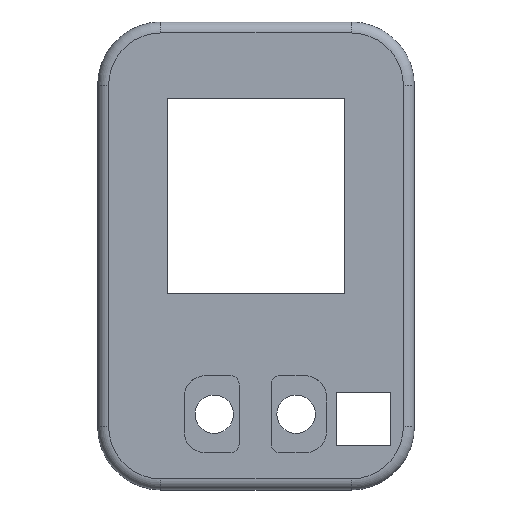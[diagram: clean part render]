
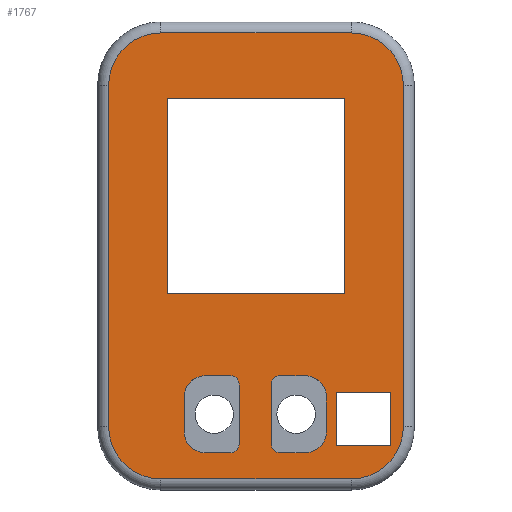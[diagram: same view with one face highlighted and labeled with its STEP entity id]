
A CAD part, top view. The second image highlights one B-rep face of the part: STEP entity #1767.
In plain terms, the highlighted planar face has unit normal (0, 0, 1).
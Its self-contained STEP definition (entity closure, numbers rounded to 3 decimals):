
#1337 = VERTEX_POINT('',#1338);
#1338 = CARTESIAN_POINT('',(-26.8,31.05,9.1));
#1345 = EDGE_CURVE('',#1337,#1346,#1348,.T.);
#1346 = VERTEX_POINT('',#1347);
#1347 = CARTESIAN_POINT('',(-26.8,-31.05,9.1));
#1348 = LINE('',#1349,#1350);
#1349 = CARTESIAN_POINT('',(-26.8,31.05,9.1));
#1350 = VECTOR('',#1351,1.);
#1351 = DIRECTION('',(0.,-1.,0.));
#1370 = VERTEX_POINT('',#1371);
#1371 = CARTESIAN_POINT('',(17.3,40.55,9.1));
#1378 = EDGE_CURVE('',#1370,#1379,#1381,.T.);
#1379 = VERTEX_POINT('',#1380);
#1380 = CARTESIAN_POINT('',(-17.3,40.55,9.1));
#1381 = LINE('',#1382,#1383);
#1382 = CARTESIAN_POINT('',(17.3,40.55,9.1));
#1383 = VECTOR('',#1384,1.);
#1384 = DIRECTION('',(-1.,0.,0.));
#1405 = EDGE_CURVE('',#1379,#1337,#1406,.T.);
#1406 = CIRCLE('',#1407,9.5);
#1407 = AXIS2_PLACEMENT_3D('',#1408,#1409,#1410);
#1408 = CARTESIAN_POINT('',(-17.3,31.05,9.1));
#1409 = DIRECTION('',(0.,0.,1.));
#1410 = DIRECTION('',(0.,1.,0.));
#1423 = VERTEX_POINT('',#1424);
#1424 = CARTESIAN_POINT('',(-17.3,-40.55,9.1));
#1431 = EDGE_CURVE('',#1346,#1423,#1432,.T.);
#1432 = CIRCLE('',#1433,9.5);
#1433 = AXIS2_PLACEMENT_3D('',#1434,#1435,#1436);
#1434 = CARTESIAN_POINT('',(-17.3,-31.05,9.1));
#1435 = DIRECTION('',(0.,0.,1.));
#1436 = DIRECTION('',(-1.,0.,0.));
#1447 = EDGE_CURVE('',#1423,#1448,#1450,.T.);
#1448 = VERTEX_POINT('',#1449);
#1449 = CARTESIAN_POINT('',(17.3,-40.55,9.1));
#1450 = LINE('',#1451,#1452);
#1451 = CARTESIAN_POINT('',(-17.3,-40.55,9.1));
#1452 = VECTOR('',#1453,1.);
#1453 = DIRECTION('',(1.,0.,0.));
#1474 = VERTEX_POINT('',#1475);
#1475 = CARTESIAN_POINT('',(26.8,-31.05,9.1));
#1482 = EDGE_CURVE('',#1448,#1474,#1483,.T.);
#1483 = CIRCLE('',#1484,9.5);
#1484 = AXIS2_PLACEMENT_3D('',#1485,#1486,#1487);
#1485 = CARTESIAN_POINT('',(17.3,-31.05,9.1));
#1486 = DIRECTION('',(0.,0.,1.));
#1487 = DIRECTION('',(0.,-1.,0.));
#1498 = EDGE_CURVE('',#1474,#1499,#1501,.T.);
#1499 = VERTEX_POINT('',#1500);
#1500 = CARTESIAN_POINT('',(26.8,31.05,9.1));
#1501 = LINE('',#1502,#1503);
#1502 = CARTESIAN_POINT('',(26.8,-31.05,9.1));
#1503 = VECTOR('',#1504,1.);
#1504 = DIRECTION('',(0.,1.,0.));
#1525 = EDGE_CURVE('',#1499,#1370,#1526,.T.);
#1526 = CIRCLE('',#1527,9.5);
#1527 = AXIS2_PLACEMENT_3D('',#1528,#1529,#1530);
#1528 = CARTESIAN_POINT('',(17.3,31.05,9.1));
#1529 = DIRECTION('',(0.,0.,1.));
#1530 = DIRECTION('',(1.,0.,0.));
#1767 = ADVANCED_FACE('',(#1768,#1778,#1848,#1918,#1952),#1986,.T.);
#1768 = FACE_BOUND('',#1769,.T.);
#1769 = EDGE_LOOP('',(#1770,#1771,#1772,#1773,#1774,#1775,#1776,#1777));
#1770 = ORIENTED_EDGE('',*,*,#1345,.T.);
#1771 = ORIENTED_EDGE('',*,*,#1431,.T.);
#1772 = ORIENTED_EDGE('',*,*,#1447,.T.);
#1773 = ORIENTED_EDGE('',*,*,#1482,.T.);
#1774 = ORIENTED_EDGE('',*,*,#1498,.T.);
#1775 = ORIENTED_EDGE('',*,*,#1525,.T.);
#1776 = ORIENTED_EDGE('',*,*,#1378,.T.);
#1777 = ORIENTED_EDGE('',*,*,#1405,.T.);
#1778 = FACE_BOUND('',#1779,.T.);
#1779 = EDGE_LOOP('',(#1780,#1790,#1799,#1807,#1816,#1824,#1833,#1841));
#1780 = ORIENTED_EDGE('',*,*,#1781,.F.);
#1781 = EDGE_CURVE('',#1782,#1784,#1786,.T.);
#1782 = VERTEX_POINT('',#1783);
#1783 = CARTESIAN_POINT('',(-13.08,-25.64,9.1));
#1784 = VERTEX_POINT('',#1785);
#1785 = CARTESIAN_POINT('',(-13.08,-31.94,9.1));
#1786 = LINE('',#1787,#1788);
#1787 = CARTESIAN_POINT('',(-13.08,-25.64,9.1));
#1788 = VECTOR('',#1789,1.);
#1789 = DIRECTION('',(0.,-1.,0.));
#1790 = ORIENTED_EDGE('',*,*,#1791,.F.);
#1791 = EDGE_CURVE('',#1792,#1782,#1794,.T.);
#1792 = VERTEX_POINT('',#1793);
#1793 = CARTESIAN_POINT('',(-9.23,-21.79,9.1));
#1794 = CIRCLE('',#1795,3.85);
#1795 = AXIS2_PLACEMENT_3D('',#1796,#1797,#1798);
#1796 = CARTESIAN_POINT('',(-9.23,-25.64,9.1));
#1797 = DIRECTION('',(0.,0.,1.));
#1798 = DIRECTION('',(1.,0.,0.));
#1799 = ORIENTED_EDGE('',*,*,#1800,.F.);
#1800 = EDGE_CURVE('',#1801,#1792,#1803,.T.);
#1801 = VERTEX_POINT('',#1802);
#1802 = CARTESIAN_POINT('',(-4.58,-21.79,9.1));
#1803 = LINE('',#1804,#1805);
#1804 = CARTESIAN_POINT('',(-4.58,-21.79,9.1));
#1805 = VECTOR('',#1806,1.);
#1806 = DIRECTION('',(-1.,0.,0.));
#1807 = ORIENTED_EDGE('',*,*,#1808,.F.);
#1808 = EDGE_CURVE('',#1809,#1801,#1811,.T.);
#1809 = VERTEX_POINT('',#1810);
#1810 = CARTESIAN_POINT('',(-3.08,-23.29,9.1));
#1811 = CIRCLE('',#1812,1.5);
#1812 = AXIS2_PLACEMENT_3D('',#1813,#1814,#1815);
#1813 = CARTESIAN_POINT('',(-4.58,-23.29,9.1));
#1814 = DIRECTION('',(0.,0.,1.));
#1815 = DIRECTION('',(1.,0.,0.));
#1816 = ORIENTED_EDGE('',*,*,#1817,.F.);
#1817 = EDGE_CURVE('',#1818,#1809,#1820,.T.);
#1818 = VERTEX_POINT('',#1819);
#1819 = CARTESIAN_POINT('',(-3.08,-34.29,9.1));
#1820 = LINE('',#1821,#1822);
#1821 = CARTESIAN_POINT('',(-3.08,-34.29,9.1));
#1822 = VECTOR('',#1823,1.);
#1823 = DIRECTION('',(0.,1.,0.));
#1824 = ORIENTED_EDGE('',*,*,#1825,.F.);
#1825 = EDGE_CURVE('',#1826,#1818,#1828,.T.);
#1826 = VERTEX_POINT('',#1827);
#1827 = CARTESIAN_POINT('',(-4.58,-35.79,9.1));
#1828 = CIRCLE('',#1829,1.5);
#1829 = AXIS2_PLACEMENT_3D('',#1830,#1831,#1832);
#1830 = CARTESIAN_POINT('',(-4.58,-34.29,9.1));
#1831 = DIRECTION('',(0.,0.,1.));
#1832 = DIRECTION('',(1.,0.,0.));
#1833 = ORIENTED_EDGE('',*,*,#1834,.F.);
#1834 = EDGE_CURVE('',#1835,#1826,#1837,.T.);
#1835 = VERTEX_POINT('',#1836);
#1836 = CARTESIAN_POINT('',(-9.23,-35.79,9.1));
#1837 = LINE('',#1838,#1839);
#1838 = CARTESIAN_POINT('',(-9.23,-35.79,9.1));
#1839 = VECTOR('',#1840,1.);
#1840 = DIRECTION('',(1.,0.,0.));
#1841 = ORIENTED_EDGE('',*,*,#1842,.F.);
#1842 = EDGE_CURVE('',#1784,#1835,#1843,.T.);
#1843 = CIRCLE('',#1844,3.85);
#1844 = AXIS2_PLACEMENT_3D('',#1845,#1846,#1847);
#1845 = CARTESIAN_POINT('',(-9.23,-31.94,9.1));
#1846 = DIRECTION('',(0.,0.,1.));
#1847 = DIRECTION('',(1.,0.,0.));
#1848 = FACE_BOUND('',#1849,.T.);
#1849 = EDGE_LOOP('',(#1850,#1860,#1869,#1877,#1886,#1894,#1903,#1911));
#1850 = ORIENTED_EDGE('',*,*,#1851,.F.);
#1851 = EDGE_CURVE('',#1852,#1854,#1856,.T.);
#1852 = VERTEX_POINT('',#1853);
#1853 = CARTESIAN_POINT('',(2.8,-23.29,9.1));
#1854 = VERTEX_POINT('',#1855);
#1855 = CARTESIAN_POINT('',(2.8,-34.29,9.1));
#1856 = LINE('',#1857,#1858);
#1857 = CARTESIAN_POINT('',(2.8,-23.29,9.1));
#1858 = VECTOR('',#1859,1.);
#1859 = DIRECTION('',(0.,-1.,0.));
#1860 = ORIENTED_EDGE('',*,*,#1861,.F.);
#1861 = EDGE_CURVE('',#1862,#1852,#1864,.T.);
#1862 = VERTEX_POINT('',#1863);
#1863 = CARTESIAN_POINT('',(4.3,-21.79,9.1));
#1864 = CIRCLE('',#1865,1.5);
#1865 = AXIS2_PLACEMENT_3D('',#1866,#1867,#1868);
#1866 = CARTESIAN_POINT('',(4.3,-23.29,9.1));
#1867 = DIRECTION('',(0.,0.,1.));
#1868 = DIRECTION('',(1.,0.,0.));
#1869 = ORIENTED_EDGE('',*,*,#1870,.F.);
#1870 = EDGE_CURVE('',#1871,#1862,#1873,.T.);
#1871 = VERTEX_POINT('',#1872);
#1872 = CARTESIAN_POINT('',(8.95,-21.79,9.1));
#1873 = LINE('',#1874,#1875);
#1874 = CARTESIAN_POINT('',(8.95,-21.79,9.1));
#1875 = VECTOR('',#1876,1.);
#1876 = DIRECTION('',(-1.,0.,0.));
#1877 = ORIENTED_EDGE('',*,*,#1878,.F.);
#1878 = EDGE_CURVE('',#1879,#1871,#1881,.T.);
#1879 = VERTEX_POINT('',#1880);
#1880 = CARTESIAN_POINT('',(12.8,-25.64,9.1));
#1881 = CIRCLE('',#1882,3.85);
#1882 = AXIS2_PLACEMENT_3D('',#1883,#1884,#1885);
#1883 = CARTESIAN_POINT('',(8.95,-25.64,9.1));
#1884 = DIRECTION('',(0.,0.,1.));
#1885 = DIRECTION('',(1.,0.,0.));
#1886 = ORIENTED_EDGE('',*,*,#1887,.F.);
#1887 = EDGE_CURVE('',#1888,#1879,#1890,.T.);
#1888 = VERTEX_POINT('',#1889);
#1889 = CARTESIAN_POINT('',(12.8,-31.94,9.1));
#1890 = LINE('',#1891,#1892);
#1891 = CARTESIAN_POINT('',(12.8,-31.94,9.1));
#1892 = VECTOR('',#1893,1.);
#1893 = DIRECTION('',(0.,1.,0.));
#1894 = ORIENTED_EDGE('',*,*,#1895,.F.);
#1895 = EDGE_CURVE('',#1896,#1888,#1898,.T.);
#1896 = VERTEX_POINT('',#1897);
#1897 = CARTESIAN_POINT('',(8.95,-35.79,9.1));
#1898 = CIRCLE('',#1899,3.85);
#1899 = AXIS2_PLACEMENT_3D('',#1900,#1901,#1902);
#1900 = CARTESIAN_POINT('',(8.95,-31.94,9.1));
#1901 = DIRECTION('',(0.,0.,1.));
#1902 = DIRECTION('',(1.,0.,0.));
#1903 = ORIENTED_EDGE('',*,*,#1904,.F.);
#1904 = EDGE_CURVE('',#1905,#1896,#1907,.T.);
#1905 = VERTEX_POINT('',#1906);
#1906 = CARTESIAN_POINT('',(4.3,-35.79,9.1));
#1907 = LINE('',#1908,#1909);
#1908 = CARTESIAN_POINT('',(4.3,-35.79,9.1));
#1909 = VECTOR('',#1910,1.);
#1910 = DIRECTION('',(1.,0.,0.));
#1911 = ORIENTED_EDGE('',*,*,#1912,.F.);
#1912 = EDGE_CURVE('',#1854,#1905,#1913,.T.);
#1913 = CIRCLE('',#1914,1.5);
#1914 = AXIS2_PLACEMENT_3D('',#1915,#1916,#1917);
#1915 = CARTESIAN_POINT('',(4.3,-34.29,9.1));
#1916 = DIRECTION('',(0.,0.,1.));
#1917 = DIRECTION('',(1.,0.,0.));
#1918 = FACE_BOUND('',#1919,.T.);
#1919 = EDGE_LOOP('',(#1920,#1930,#1938,#1946));
#1920 = ORIENTED_EDGE('',*,*,#1921,.F.);
#1921 = EDGE_CURVE('',#1922,#1924,#1926,.T.);
#1922 = VERTEX_POINT('',#1923);
#1923 = CARTESIAN_POINT('',(14.55,-24.77,9.1));
#1924 = VERTEX_POINT('',#1925);
#1925 = CARTESIAN_POINT('',(14.55,-34.39,9.1));
#1926 = LINE('',#1927,#1928);
#1927 = CARTESIAN_POINT('',(14.55,-24.77,9.1));
#1928 = VECTOR('',#1929,1.);
#1929 = DIRECTION('',(0.,-1.,0.));
#1930 = ORIENTED_EDGE('',*,*,#1931,.F.);
#1931 = EDGE_CURVE('',#1932,#1922,#1934,.T.);
#1932 = VERTEX_POINT('',#1933);
#1933 = CARTESIAN_POINT('',(24.55,-24.77,9.1));
#1934 = LINE('',#1935,#1936);
#1935 = CARTESIAN_POINT('',(24.55,-24.77,9.1));
#1936 = VECTOR('',#1937,1.);
#1937 = DIRECTION('',(-1.,0.,0.));
#1938 = ORIENTED_EDGE('',*,*,#1939,.F.);
#1939 = EDGE_CURVE('',#1940,#1932,#1942,.T.);
#1940 = VERTEX_POINT('',#1941);
#1941 = CARTESIAN_POINT('',(24.55,-34.39,9.1));
#1942 = LINE('',#1943,#1944);
#1943 = CARTESIAN_POINT('',(24.55,-34.39,9.1));
#1944 = VECTOR('',#1945,1.);
#1945 = DIRECTION('',(0.,1.,0.));
#1946 = ORIENTED_EDGE('',*,*,#1947,.F.);
#1947 = EDGE_CURVE('',#1924,#1940,#1948,.T.);
#1948 = LINE('',#1949,#1950);
#1949 = CARTESIAN_POINT('',(14.55,-34.39,9.1));
#1950 = VECTOR('',#1951,1.);
#1951 = DIRECTION('',(1.,0.,0.));
#1952 = FACE_BOUND('',#1953,.T.);
#1953 = EDGE_LOOP('',(#1954,#1964,#1972,#1980));
#1954 = ORIENTED_EDGE('',*,*,#1955,.F.);
#1955 = EDGE_CURVE('',#1956,#1958,#1960,.T.);
#1956 = VERTEX_POINT('',#1957);
#1957 = CARTESIAN_POINT('',(-16.1,28.6,9.1));
#1958 = VERTEX_POINT('',#1959);
#1959 = CARTESIAN_POINT('',(-16.1,-6.8,9.1));
#1960 = LINE('',#1961,#1962);
#1961 = CARTESIAN_POINT('',(-16.1,28.6,9.1));
#1962 = VECTOR('',#1963,1.);
#1963 = DIRECTION('',(0.,-1.,0.));
#1964 = ORIENTED_EDGE('',*,*,#1965,.F.);
#1965 = EDGE_CURVE('',#1966,#1956,#1968,.T.);
#1966 = VERTEX_POINT('',#1967);
#1967 = CARTESIAN_POINT('',(16.1,28.6,9.1));
#1968 = LINE('',#1969,#1970);
#1969 = CARTESIAN_POINT('',(16.1,28.6,9.1));
#1970 = VECTOR('',#1971,1.);
#1971 = DIRECTION('',(-1.,0.,0.));
#1972 = ORIENTED_EDGE('',*,*,#1973,.F.);
#1973 = EDGE_CURVE('',#1974,#1966,#1976,.T.);
#1974 = VERTEX_POINT('',#1975);
#1975 = CARTESIAN_POINT('',(16.1,-6.8,9.1));
#1976 = LINE('',#1977,#1978);
#1977 = CARTESIAN_POINT('',(16.1,-6.8,9.1));
#1978 = VECTOR('',#1979,1.);
#1979 = DIRECTION('',(0.,1.,0.));
#1980 = ORIENTED_EDGE('',*,*,#1981,.F.);
#1981 = EDGE_CURVE('',#1958,#1974,#1982,.T.);
#1982 = LINE('',#1983,#1984);
#1983 = CARTESIAN_POINT('',(-16.1,-6.8,9.1));
#1984 = VECTOR('',#1985,1.);
#1985 = DIRECTION('',(1.,0.,0.));
#1986 = PLANE('',#1987);
#1987 = AXIS2_PLACEMENT_3D('',#1988,#1989,#1990);
#1988 = CARTESIAN_POINT('',(0.,0.,9.1)
  );
#1989 = DIRECTION('',(0.,0.,1.));
#1990 = DIRECTION('',(1.,0.,0.));
